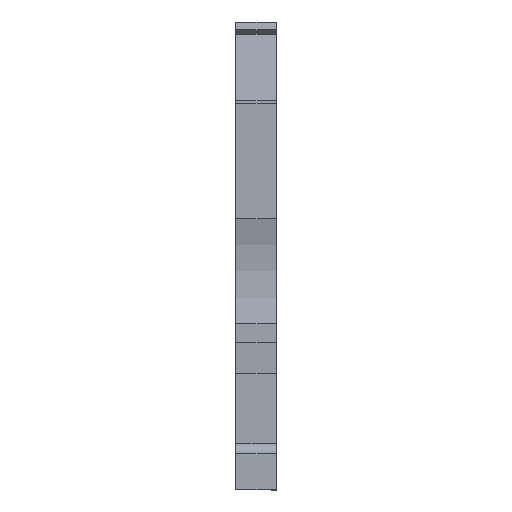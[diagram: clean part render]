
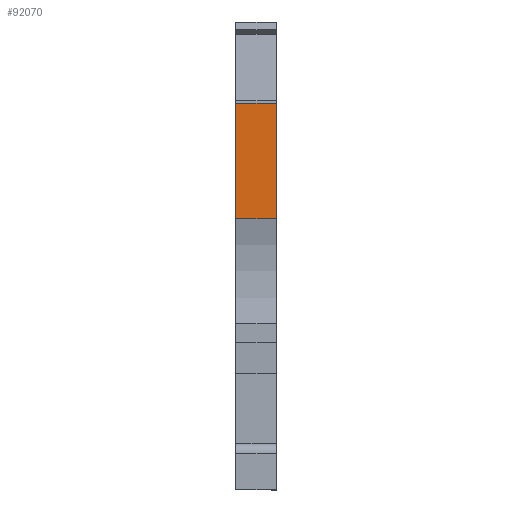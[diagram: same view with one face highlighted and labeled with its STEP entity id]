
A CAD part, front view. The second image highlights one B-rep face of the part: STEP entity #92070.
In plain terms, the highlighted face is planar.
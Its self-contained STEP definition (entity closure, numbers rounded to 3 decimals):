
#6170=CARTESIAN_POINT('',(4.347,16.339,
-3.5));
#6180=VERTEX_POINT('',#6170);
#6210=CARTESIAN_POINT('',(6.353,0.,-3.5));
#6220=DIRECTION('',(-0.122,0.993,
0.));
#6230=VECTOR('',#6220,1.);
#6240=LINE('',#6210,#6230);
#6250=CARTESIAN_POINT('',(5.548,6.551,
-3.5));
#6260=VERTEX_POINT('',#6250);
#6270=EDGE_CURVE('',#6260,#6180,#6240,.T.);
#91640=CARTESIAN_POINT('',(4.347,16.339,
0.));
#91650=VERTEX_POINT('',#91640);
#91680=CARTESIAN_POINT('',(4.347,16.339,
-3.5));
#91690=DIRECTION('',(0.,0.,-1.));
#91700=VECTOR('',#91690,1.);
#91710=LINE('',#91680,#91700);
#91720=EDGE_CURVE('',#91650,#6180,#91710,.T.);
#91840=CARTESIAN_POINT('',(4.381,16.061,
-3.5));
#91850=DIRECTION('',(0.993,0.122,
0.));
#91860=DIRECTION('',(-0.122,0.993,
0.));
#91870=AXIS2_PLACEMENT_3D('',#91840,#91850,#91860);
#91880=PLANE('',#91870);
#91890=CARTESIAN_POINT('',(5.548,6.551,
-3.5));
#91900=DIRECTION('',(0.,0.,1.));
#91910=VECTOR('',#91900,1.);
#91920=LINE('',#91890,#91910);
#91930=CARTESIAN_POINT('',(5.548,6.551,
0.));
#91940=VERTEX_POINT('',#91930);
#91950=EDGE_CURVE('',#6260,#91940,#91920,.T.);
#91960=ORIENTED_EDGE('',*,*,#91950,.T.);
#91970=ORIENTED_EDGE('',*,*,#6270,.F.);
#91980=ORIENTED_EDGE('',*,*,#91720,.T.);
#91990=CARTESIAN_POINT('',(6.353,0.,0.));
#92000=DIRECTION('',(-0.122,0.993,
0.));
#92010=VECTOR('',#92000,1.);
#92020=LINE('',#91990,#92010);
#92030=EDGE_CURVE('',#91940,#91650,#92020,.T.);
#92040=ORIENTED_EDGE('',*,*,#92030,.T.);
#92050=EDGE_LOOP('',(#92040,#91980,#91970,#91960));
#92060=FACE_OUTER_BOUND('',#92050,.T.);
#92070=ADVANCED_FACE('',(#92060),#91880,.F.);
